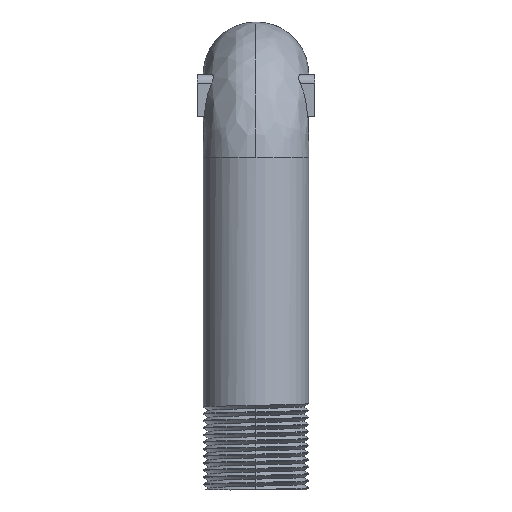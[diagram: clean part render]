
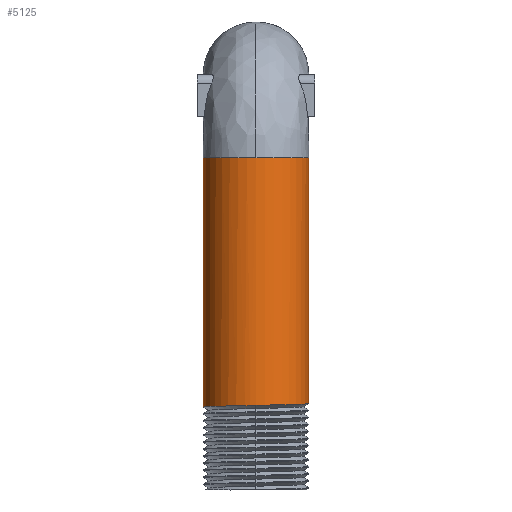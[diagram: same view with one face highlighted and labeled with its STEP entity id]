
A CAD part, front view. The second image highlights one B-rep face of the part: STEP entity #5125.
In plain terms, the highlighted cylindrical face has radius 6.35 mm (diameter 12.7 mm), a partial arc.
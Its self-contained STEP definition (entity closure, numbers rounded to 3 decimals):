
#71 = CARTESIAN_POINT ( 'NONE',  ( 6.35, -50.414, -39.598 ) ) ;
#144 = CARTESIAN_POINT ( 'NONE',  ( 5.7, -52.807, -39.651 ) ) ;
#258 = CARTESIAN_POINT ( 'NONE',  ( 0., -50., -30. ) ) ;
#270 = DIRECTION ( 'NONE',  ( 0., 0., 1. ) ) ;
#611 = AXIS2_PLACEMENT_3D ( 'NONE', #2909, #8086, #6444 ) ;
#753 = CARTESIAN_POINT ( 'NONE',  ( -4.788, -54.192, -39.917 ) ) ;
#779 = DIRECTION ( 'NONE',  ( 0., 0., 1. ) ) ;
#784 = CARTESIAN_POINT ( 'NONE',  ( -0.839, -56.308, -39.82 ) ) ;
#973 = CARTESIAN_POINT ( 'NONE',  ( 2.817, -55.706, -39.74 ) ) ;
#1012 = EDGE_CURVE ( 'NONE', #3767, #10941, #9243, .T. ) ;
#1137 = CARTESIAN_POINT ( 'NONE',  ( -6.35, -50., -30. ) ) ;
#1717 = CARTESIAN_POINT ( 'NONE',  ( 6.35, -50., -30. ) ) ;
#1724 = CARTESIAN_POINT ( 'NONE',  ( -2.047, -56.025, -39.846 ) ) ;
#1764 = EDGE_CURVE ( 'NONE', #3834, #6660, #3479, .T. ) ;
#1867 = CARTESIAN_POINT ( 'NONE',  ( 5.396, -53.355, -39.665 ) ) ;
#1930 = CARTESIAN_POINT ( 'NONE',  ( 0., -56.35, -10. ) ) ;
#2059 = DIRECTION ( 'NONE',  ( 0., 0., 1. ) ) ;
#2265 = B_SPLINE_CURVE_WITH_KNOTS ( 'NONE', 3,
 ( #7089, #4439, #8854, #6356, #2664, #4472, #8818, #973, #9732, #8966, #8000, #7052, #7121, #1867, #6247, #144, #5326, #8075, #2741, #8885, #4544, #71, #10624 ),
 .UNSPECIFIED., .F., .F.,
 ( 4, 2, 2, 2, 2, 2, 2, 2, 1, 2, 2, 4 ),
 ( 0., 0.001, 0.002, 0.002, 0.004, 0.005, 0.006, 0.007, 0.007, 0.008, 0.009, 0.01 ),
 .UNSPECIFIED. ) ;
#2335 = EDGE_CURVE ( 'NONE', #8439, #10941, #11318, .T. ) ;
#2559 = CARTESIAN_POINT ( 'NONE',  ( -6.026, -52.044, -39.97 ) ) ;
#2664 = CARTESIAN_POINT ( 'NONE',  ( 1.642, -56.137, -39.767 ) ) ;
#2741 = CARTESIAN_POINT ( 'NONE',  ( 6.137, -51.645, -39.625 ) ) ;
#2909 = CARTESIAN_POINT ( 'NONE',  ( 0., -50., -10. ) ) ;
#2920 = VECTOR ( 'NONE', #270, 1000. ) ;
#3415 = CARTESIAN_POINT ( 'NONE',  ( -5.698, -52.81, -39.953 ) ) ;
#3479 = LINE ( 'NONE', #1137, #2920 ) ;
#3767 = VERTEX_POINT ( 'NONE', #1930 ) ;
#3834 = VERTEX_POINT ( 'NONE', #4463 ) ;
#3952 = DIRECTION ( 'NONE',  ( 0., -1., 0. ) ) ;
#4160 = VECTOR ( 'NONE', #779, 1000. ) ;
#4236 = ORIENTED_EDGE ( 'NONE', *, *, #1012, .F. ) ;
#4263 = CARTESIAN_POINT ( 'NONE',  ( -3.875, -55.048, -39.891 ) ) ;
#4369 = CARTESIAN_POINT ( 'NONE',  ( 0., -56.35, -39.802 ) ) ;
#4439 = CARTESIAN_POINT ( 'NONE',  ( 0.42, -56.35, -39.793 ) ) ;
#4463 = CARTESIAN_POINT ( 'NONE',  ( -6.35, -50., -40.015 ) ) ;
#4472 = CARTESIAN_POINT ( 'NONE',  ( 2.041, -56.017, -39.758 ) ) ;
#4544 = CARTESIAN_POINT ( 'NONE',  ( 6.31, -50.826, -39.607 ) ) ;
#4617 = ORIENTED_EDGE ( 'NONE', *, *, #1764, .F. ) ;
#4672 = DIRECTION ( 'NONE',  ( 0., 0., 1. ) ) ;
#4863 = ORIENTED_EDGE ( 'NONE', *, *, #11137, .T. ) ;
#4990 = B_SPLINE_CURVE_WITH_KNOTS ( 'NONE', 3,
 ( #10448, #11265, #10489, #6026, #2559, #9626, #3415, #10412, #5262, #9518, #753, #7788, #4263, #5187, #11375, #8713, #11407, #1724, #7021, #784, #7758, #4369 ),
 .UNSPECIFIED., .F., .F.,
 ( 4, 2, 2, 2, 2, 2, 2, 2, 2, 2, 4 ),
 ( 0.01, 0.011, 0.012, 0.013, 0.014, 0.015, 0.016, 0.017, 0.017, 0.019, 0.02 ),
 .UNSPECIFIED. ) ;
#5125 = ADVANCED_FACE ( 'NONE', ( #5813 ), #8812, .T. ) ;
#5153 = AXIS2_PLACEMENT_3D ( 'NONE', #9932, #4672, #3952 ) ;
#5187 = CARTESIAN_POINT ( 'NONE',  ( -3.359, -55.393, -39.877 ) ) ;
#5262 = CARTESIAN_POINT ( 'NONE',  ( -5.395, -53.356, -39.939 ) ) ;
#5277 = CARTESIAN_POINT ( 'NONE',  ( 0., -56.35, -39.802 ) ) ;
#5326 = CARTESIAN_POINT ( 'NONE',  ( 5.876, -52.433, -39.643 ) ) ;
#5559 = DIRECTION ( 'NONE',  ( 1., 0., 0. ) ) ;
#5813 = FACE_OUTER_BOUND ( 'NONE', #10713, .T. ) ;
#6026 = CARTESIAN_POINT ( 'NONE',  ( -6.146, -51.648, -39.979 ) ) ;
#6247 = CARTESIAN_POINT ( 'NONE',  ( 5.504, -53.174, -39.66 ) ) ;
#6356 = CARTESIAN_POINT ( 'NONE',  ( 1.441, -56.188, -39.771 ) ) ;
#6444 = DIRECTION ( 'NONE',  ( 0., -1., 0. ) ) ;
#6452 = CARTESIAN_POINT ( 'NONE',  ( 6.35, -50., -10. ) ) ;
#6505 = EDGE_CURVE ( 'NONE', #6807, #8439, #2265, .T. ) ;
#6658 = CARTESIAN_POINT ( 'NONE',  ( 6.35, -50., -39.59 ) ) ;
#6660 = VERTEX_POINT ( 'NONE', #11057 ) ;
#6807 = VERTEX_POINT ( 'NONE', #5277 ) ;
#6938 = ORIENTED_EDGE ( 'NONE', *, *, #7894, .F. ) ;
#7021 = CARTESIAN_POINT ( 'NONE',  ( -1.652, -56.145, -39.838 ) ) ;
#7052 = CARTESIAN_POINT ( 'NONE',  ( 4.785, -54.195, -39.687 ) ) ;
#7089 = CARTESIAN_POINT ( 'NONE',  ( 0., -56.35, -39.802 ) ) ;
#7121 = CARTESIAN_POINT ( 'NONE',  ( 5.047, -53.876, -39.678 ) ) ;
#7758 = CARTESIAN_POINT ( 'NONE',  ( -0.419, -56.35, -39.811 ) ) ;
#7788 = CARTESIAN_POINT ( 'NONE',  ( -4.196, -54.785, -39.899 ) ) ;
#7894 = EDGE_CURVE ( 'NONE', #6660, #3767, #7962, .T. ) ;
#7962 = CIRCLE ( 'NONE', #611, 6.35 ) ;
#8000 = CARTESIAN_POINT ( 'NONE',  ( 4.199, -54.782, -39.705 ) ) ;
#8075 = CARTESIAN_POINT ( 'NONE',  ( 6.016, -52.043, -39.634 ) ) ;
#8086 = DIRECTION ( 'NONE',  ( 0., 0., 1. ) ) ;
#8379 = ORIENTED_EDGE ( 'NONE', *, *, #6505, .T. ) ;
#8439 = VERTEX_POINT ( 'NONE', #6658 ) ;
#8474 = ORIENTED_EDGE ( 'NONE', *, *, #2335, .T. ) ;
#8713 = CARTESIAN_POINT ( 'NONE',  ( -2.815, -55.696, -39.864 ) ) ;
#8755 = AXIS2_PLACEMENT_3D ( 'NONE', #258, #2059, #5559 ) ;
#8812 = CYLINDRICAL_SURFACE ( 'NONE', #8755, 6.35 ) ;
#8818 = CARTESIAN_POINT ( 'NONE',  ( 2.24, -55.946, -39.753 ) ) ;
#8854 = CARTESIAN_POINT ( 'NONE',  ( 0.832, -56.309, -39.784 ) ) ;
#8885 = CARTESIAN_POINT ( 'NONE',  ( 6.188, -51.441, -39.621 ) ) ;
#8966 = CARTESIAN_POINT ( 'NONE',  ( 3.872, -55.05, -39.714 ) ) ;
#9243 = CIRCLE ( 'NONE', #5153, 6.35 ) ;
#9518 = CARTESIAN_POINT ( 'NONE',  ( -5.05, -53.872, -39.926 ) ) ;
#9626 = CARTESIAN_POINT ( 'NONE',  ( -5.788, -52.62, -39.957 ) ) ;
#9732 = CARTESIAN_POINT ( 'NONE',  ( 3.182, -55.511, -39.731 ) ) ;
#9932 = CARTESIAN_POINT ( 'NONE',  ( 0., -50., -10. ) ) ;
#10412 = CARTESIAN_POINT ( 'NONE',  ( -5.502, -53.178, -39.944 ) ) ;
#10448 = CARTESIAN_POINT ( 'NONE',  ( -6.35, -50., -40.015 ) ) ;
#10489 = CARTESIAN_POINT ( 'NONE',  ( -6.309, -50.834, -39.997 ) ) ;
#10624 = CARTESIAN_POINT ( 'NONE',  ( 6.35, -50., -39.59 ) ) ;
#10713 = EDGE_LOOP ( 'NONE', ( #4617, #4863, #8379, #8474, #4236, #6938 ) ) ;
#10941 = VERTEX_POINT ( 'NONE', #6452 ) ;
#11057 = CARTESIAN_POINT ( 'NONE',  ( -6.35, -50., -10. ) ) ;
#11137 = EDGE_CURVE ( 'NONE', #3834, #6807, #4990, .T. ) ;
#11265 = CARTESIAN_POINT ( 'NONE',  ( -6.35, -50.414, -40.006 ) ) ;
#11318 = LINE ( 'NONE', #1717, #4160 ) ;
#11375 = CARTESIAN_POINT ( 'NONE',  ( -3.182, -55.499, -39.873 ) ) ;
#11407 = CARTESIAN_POINT ( 'NONE',  ( -2.624, -55.786, -39.86 ) ) ;
